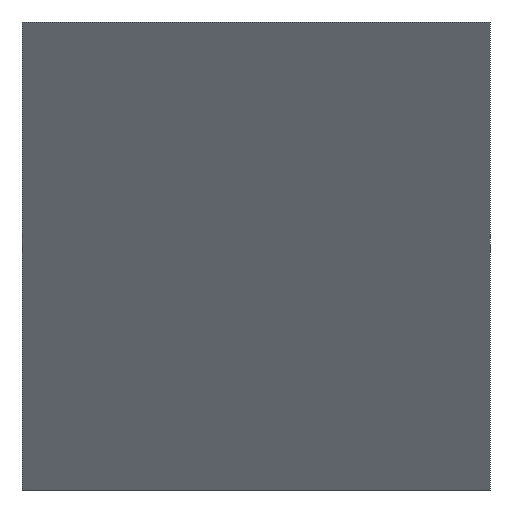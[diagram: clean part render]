
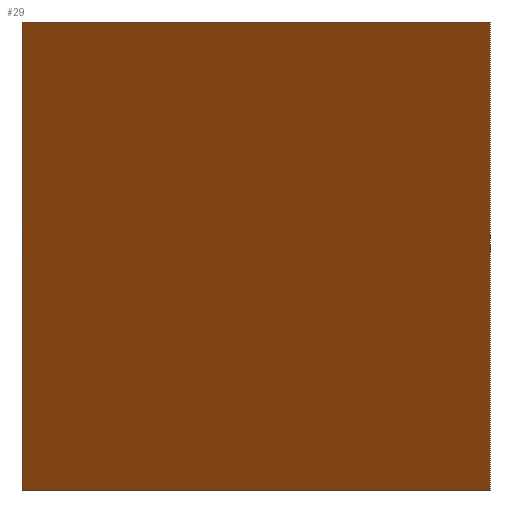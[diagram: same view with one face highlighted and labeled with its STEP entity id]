
A CAD part, left-side view. The second image highlights one B-rep face of the part: STEP entity #29.
In plain terms, the highlighted planar face has unit normal (-0.707, 0.707, 0).
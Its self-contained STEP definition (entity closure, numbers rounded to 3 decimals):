
#5 = ORIENTED_EDGE ( 'NONE', *, *, #182, .T. ) ;
#13 = LINE ( 'NONE', #66, #174 ) ;
#15 = FACE_OUTER_BOUND ( 'NONE', #137, .T. ) ;
#29 = ADVANCED_FACE ( 'NONE', ( #15 ), #47, .F. ) ;
#31 = DIRECTION ( 'NONE',  ( 0.707, -0.707, 0. ) ) ;
#47 = PLANE ( 'NONE',  #54 ) ;
#54 = AXIS2_PLACEMENT_3D ( 'NONE', #85, #31, #126 ) ;
#56 = VERTEX_POINT ( 'NONE', #158 ) ;
#61 = VERTEX_POINT ( 'NONE', #232 ) ;
#63 = LINE ( 'NONE', #233, #193 ) ;
#65 = DIRECTION ( 'NONE',  ( 0., 0., -1. ) ) ;
#66 = CARTESIAN_POINT ( 'NONE',  ( -40., 0., 20. ) ) ;
#67 = DIRECTION ( 'NONE',  ( 0., 0., -1. ) ) ;
#68 = CARTESIAN_POINT ( 'NONE',  ( -20., 20., 20. ) ) ;
#81 = VECTOR ( 'NONE', #65, 1000. ) ;
#85 = CARTESIAN_POINT ( 'NONE',  ( -20., 20., 20. ) ) ;
#92 = ORIENTED_EDGE ( 'NONE', *, *, #163, .T. ) ;
#120 = EDGE_CURVE ( 'NONE', #150, #56, #13, .T. ) ;
#122 = DIRECTION ( 'NONE',  ( -0.707, -0.707, 0. ) ) ;
#123 = LINE ( 'NONE', #68, #144 ) ;
#126 = DIRECTION ( 'NONE',  ( 0.707, 0.707, 0. ) ) ;
#137 = EDGE_LOOP ( 'NONE', ( #92, #188, #153, #5 ) ) ;
#143 = CARTESIAN_POINT ( 'NONE',  ( -40., 0., 20. ) ) ;
#144 = VECTOR ( 'NONE', #159, 1000. ) ;
#150 = VERTEX_POINT ( 'NONE', #143 ) ;
#153 = ORIENTED_EDGE ( 'NONE', *, *, #156, .F. ) ;
#155 = CARTESIAN_POINT ( 'NONE',  ( -20., 20., 20. ) ) ;
#156 = EDGE_CURVE ( 'NONE', #170, #150, #123, .T. ) ;
#158 = CARTESIAN_POINT ( 'NONE',  ( -40., 0., 0. ) ) ;
#159 = DIRECTION ( 'NONE',  ( -0.707, -0.707, 0. ) ) ;
#163 = EDGE_CURVE ( 'NONE', #61, #56, #63, .T. ) ;
#170 = VERTEX_POINT ( 'NONE', #155 ) ;
#174 = VECTOR ( 'NONE', #67, 1000. ) ;
#182 = EDGE_CURVE ( 'NONE', #170, #61, #209, .T. ) ;
#188 = ORIENTED_EDGE ( 'NONE', *, *, #120, .F. ) ;
#193 = VECTOR ( 'NONE', #122, 1000. ) ;
#194 = CARTESIAN_POINT ( 'NONE',  ( -20., 20., 20. ) ) ;
#209 = LINE ( 'NONE', #194, #81 ) ;
#232 = CARTESIAN_POINT ( 'NONE',  ( -20., 20., 0. ) ) ;
#233 = CARTESIAN_POINT ( 'NONE',  ( -20., 20., 0. ) ) ;
